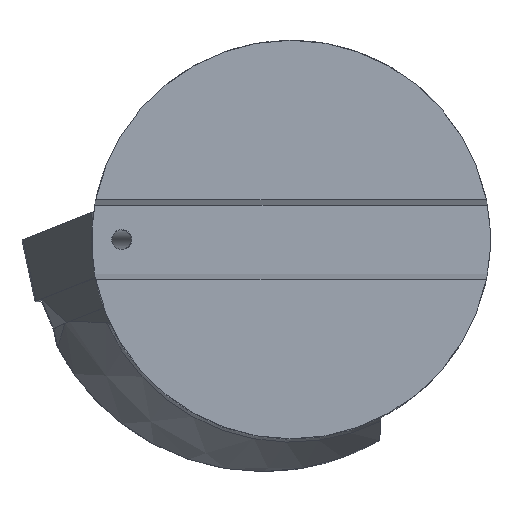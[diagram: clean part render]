
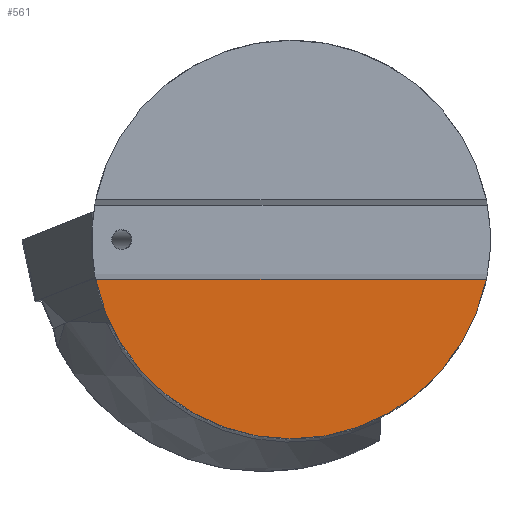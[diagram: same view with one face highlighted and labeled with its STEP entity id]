
A CAD part, top view. The second image highlights one B-rep face of the part: STEP entity #561.
In plain terms, the highlighted planar face has unit normal (0, 0, 1).
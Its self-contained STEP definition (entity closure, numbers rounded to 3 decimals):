
#483=EDGE_CURVE('240[2]',#1336,#1322,#1337,.T.);
#561=ADVANCED_FACE('240[2]',(#1460),#1461,.T.);
#984=EDGE_CURVE('240[2]',#1336,#1322,#2006,.T.);
#1322=VERTEX_POINT('NONE',#2479);
#1336=VERTEX_POINT('NONE',#2514);
#1337=LINE('',#2515,#2516);
#1460=FACE_OUTER_BOUND('',#2729,.T.);
#1461=PLANE('',#2730);
#2006=CIRCLE('',#3902,20.0);
#2479=CARTESIAN_POINT('',(-19.596,-4.,0.));
#2514=CARTESIAN_POINT('',(19.596,-4.,0.));
#2515=CARTESIAN_POINT('',(-29.75,-4.,0.));
#2516=VECTOR('',#4499,1.0);
#2729=EDGE_LOOP('',(#4615,#4616));
#2730=AXIS2_PLACEMENT_3D('',#4617,#4618,#4619);
#3902=AXIS2_PLACEMENT_3D('',#5185,#5186,#5187);
#4499=DIRECTION('',(-1.0,0.,0.));
#4615=ORIENTED_EDGE('',*,*,#483,.T.);
#4616=ORIENTED_EDGE('',*,*,#984,.F.);
#4617=CARTESIAN_POINT('',(-9.5,0.,0.));
#4618=DIRECTION('',(0.,0.,1.0));
#4619=DIRECTION('',(1.0,0.,0.0));
#5185=CARTESIAN_POINT('',(0.,0.,0.0));
#5186=DIRECTION('',(0.,0.,-1.0));
#5187=DIRECTION('',(0.,1.0,0.));
